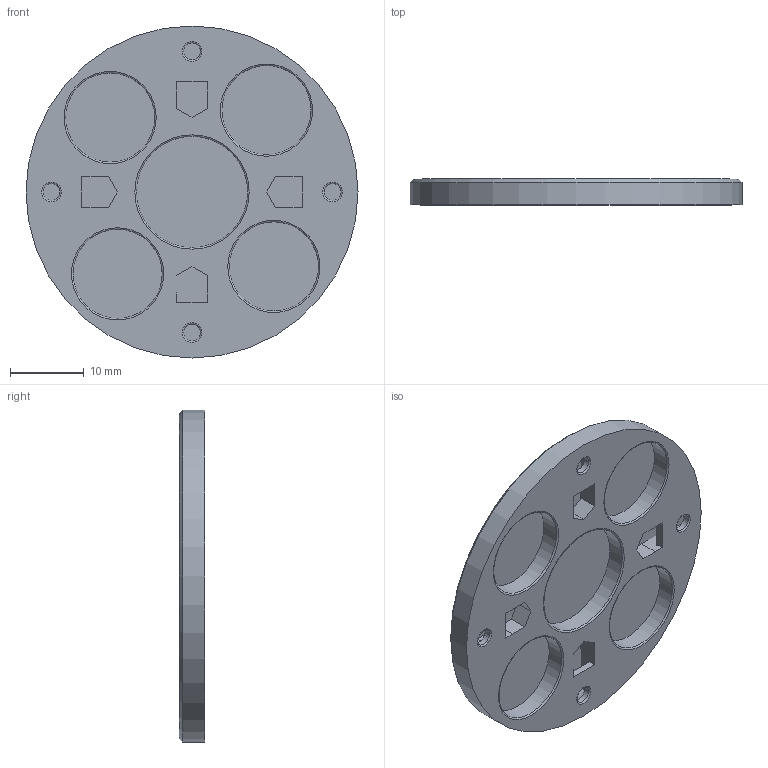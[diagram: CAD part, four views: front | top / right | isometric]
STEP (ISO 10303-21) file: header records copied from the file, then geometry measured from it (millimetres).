
FILE_DESCRIPTION(/* description */ (''),/* implementation_level */ '2;1');
FILE_NAME(/* name */ 'TPM5-SLA-D15 v2.step',/* time_stamp */ '2023-12-30T18:58:06+08:00',/* author */ (''),/* organization */ (''),/* preprocessor_version */ 'ST-DEVELOPER v20',/* originating_system */ 'Autodesk Translation Framework v12.14.0.127',/* authorisation */ '');
FILE_SCHEMA (('AUTOMOTIVE_DESIGN { 1 0 10303 214 3 1 1 }'));
Length unit declared in the file: millimetre
Products named in the file (1): TPM5-SLA-D15
Bounding box: 45 x 3.5 x 45 mm (x, y, z)
Volume: 3533.7 mm3; surface area: 4559.4 mm2
Topology: 1 solids, 1 shells, 92 faces, 242 edges, 161 vertices
Faces by surface type: plane 68, cylinder 14, torus 9, cone 1
Full cylindrical faces by diameter (mm): 2.3 x4, 12.1 x4, 15.1 x1, 45 x1
Entity records: 2883 total; most frequent: CARTESIAN_POINT 496, ORIENTED_EDGE 484, DIRECTION 484, EDGE_CURVE 242, LINE 186, VECTOR 186, VERTEX_POINT 161, AXIS2_PLACEMENT_3D 149
